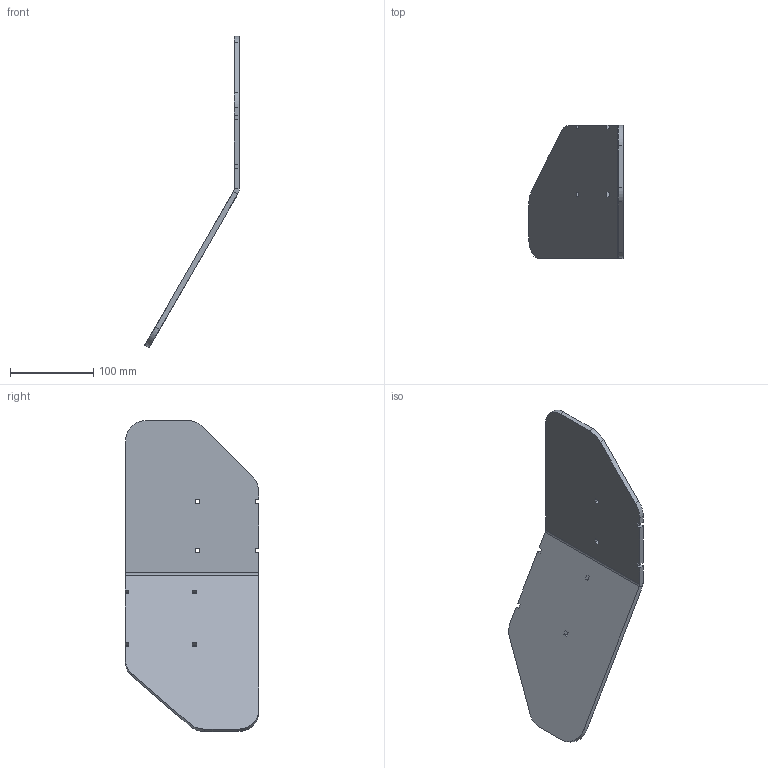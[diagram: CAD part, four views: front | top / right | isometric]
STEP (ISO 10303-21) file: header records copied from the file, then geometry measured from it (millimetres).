
FILE_DESCRIPTION (( 'STEP AP203' ), '1' );
FILE_NAME ('CV03-TR-14_REV_B.step', '2025-09-06T14:13:44', ( '' ), ( '' ), 'SwSTEP 2.0', 'SolidWorks 2024', '' );
FILE_SCHEMA (( 'CONFIG_CONTROL_DESIGN' ));
Length unit declared in the file: millimetre
Products named in the file (1): CV03-TR-14_REV_B
Bounding box: 113.5 x 160 x 374.2 mm (x, y, z)
Volume: 343819.2 mm3; surface area: 121313.8 mm2
Topology: 1 solids, 1 shells, 54 faces, 148 edges, 96 vertices
Faces by surface type: plane 46, cylinder 8
Entity records: 1777 total; most frequent: CARTESIAN_POINT 299, ORIENTED_EDGE 296, DIRECTION 274, EDGE_CURVE 148, LINE 132, VECTOR 132, VERTEX_POINT 96, AXIS2_PLACEMENT_3D 71
